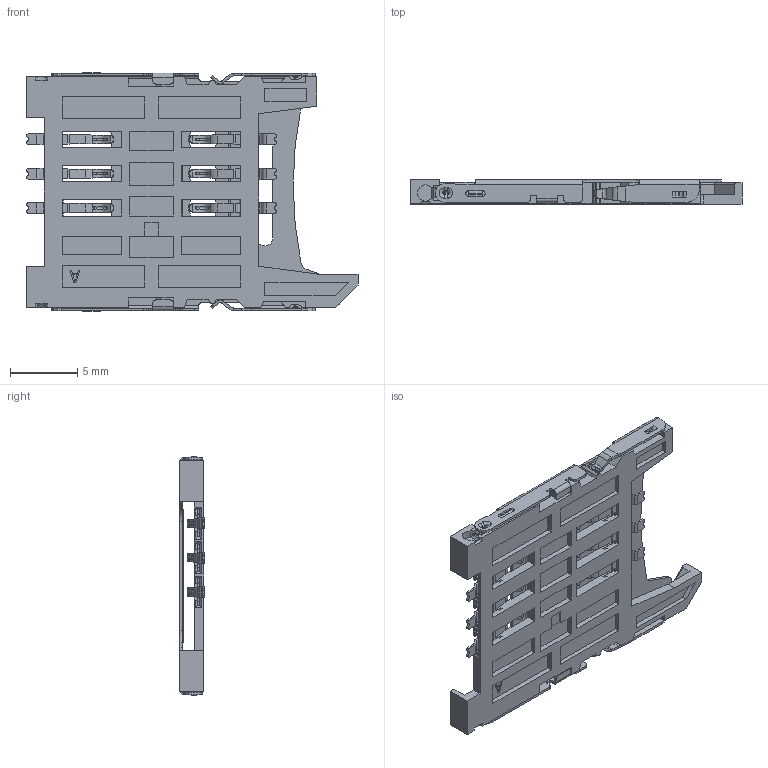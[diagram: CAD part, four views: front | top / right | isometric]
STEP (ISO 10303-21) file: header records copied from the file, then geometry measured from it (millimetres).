
FILE_DESCRIPTION((''),'2;1');
FILE_NAME('SMHS-NA1_ASM','2016-03-22T',('User'),(''),'PRO/ENGINEER BY PARAMETRIC TECHNOLOGY CORPORATION, 2009140','PRO/ENGINEER BY PARAMETRIC TECHNOLOGY CORPORATION, 2009140','');
FILE_SCHEMA(('CONFIG_CONTROL_DESIGN'));
Length unit declared in the file: millimetre
Products named in the file (4): MSBR-2; MSBR-1; _SMHS-NA1; SMHS-NA1_ASM
Assembly tree (3 placements, depth 2):
  SMHS-NA1_ASM
    MSBR-2
    MSBR-1
    _SMHS-NA1
Bounding box: 24.6 x 1.83 x 17.7 mm (x, y, z)
Volume: 190.4 mm3; surface area: 1505.7 mm2
Topology: 2 solids, 3 shells, 1573 faces, 4369 edges, 2825 vertices
Faces by surface type: plane 1039, cylinder 420, bspline 65, torus 49
Entity records: 51902 total; most frequent: CARTESIAN_POINT 11351, ORIENTED_EDGE 8714, DIRECTION 8122, EDGE_CURVE 4369, VECTOR 3220, LINE 3220, VERTEX_POINT 2825, AXIS2_PLACEMENT_3D 2451
